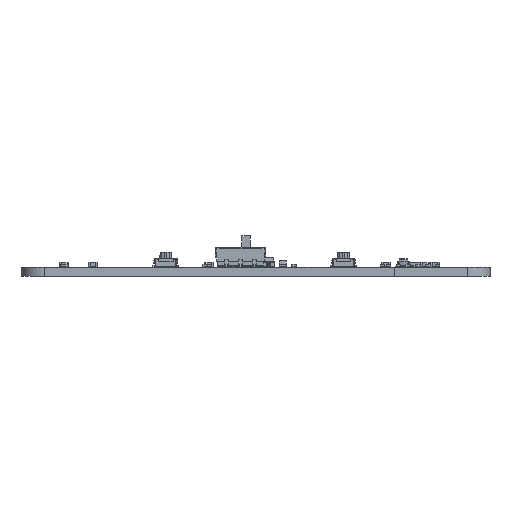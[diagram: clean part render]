
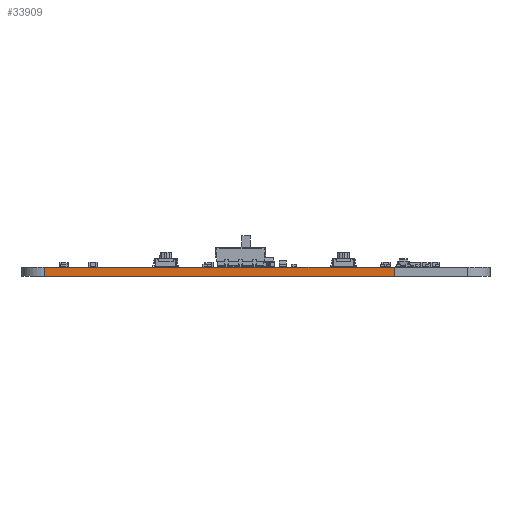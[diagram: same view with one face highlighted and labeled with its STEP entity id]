
A CAD part, front view. The second image highlights one B-rep face of the part: STEP entity #33909.
In plain terms, the highlighted planar face has unit normal (0, -1, 0).
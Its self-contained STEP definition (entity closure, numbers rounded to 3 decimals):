
#31124 = VERTEX_POINT('',#31125);
#31125 = CARTESIAN_POINT('',(106.25,-148.25,0.));
#31132 = EDGE_CURVE('',#31133,#31124,#31135,.T.);
#31133 = VERTEX_POINT('',#31134);
#31134 = CARTESIAN_POINT('',(168.25,-148.25,0.));
#31135 = LINE('',#31136,#31137);
#31136 = CARTESIAN_POINT('',(168.25,-148.25,0.));
#31137 = VECTOR('',#31138,1.);
#31138 = DIRECTION('',(-1.,0.,0.));
#32490 = VERTEX_POINT('',#32491);
#32491 = CARTESIAN_POINT('',(106.25,-148.25,1.6));
#32498 = EDGE_CURVE('',#32499,#32490,#32501,.T.);
#32499 = VERTEX_POINT('',#32500);
#32500 = CARTESIAN_POINT('',(168.25,-148.25,1.6));
#32501 = LINE('',#32502,#32503);
#32502 = CARTESIAN_POINT('',(168.25,-148.25,1.6));
#32503 = VECTOR('',#32504,1.);
#32504 = DIRECTION('',(-1.,0.,0.));
#33881 = EDGE_CURVE('',#31133,#32499,#33882,.T.);
#33882 = LINE('',#33883,#33884);
#33883 = CARTESIAN_POINT('',(168.25,-148.25,0.));
#33884 = VECTOR('',#33885,1.);
#33885 = DIRECTION('',(0.,0.,1.));
#33909 = ADVANCED_FACE('',(#33910),#33921,.T.);
#33910 = FACE_BOUND('',#33911,.T.);
#33911 = EDGE_LOOP('',(#33912,#33913,#33914,#33920));
#33912 = ORIENTED_EDGE('',*,*,#33881,.T.);
#33913 = ORIENTED_EDGE('',*,*,#32498,.T.);
#33914 = ORIENTED_EDGE('',*,*,#33915,.F.);
#33915 = EDGE_CURVE('',#31124,#32490,#33916,.T.);
#33916 = LINE('',#33917,#33918);
#33917 = CARTESIAN_POINT('',(106.25,-148.25,0.));
#33918 = VECTOR('',#33919,1.);
#33919 = DIRECTION('',(0.,0.,1.));
#33920 = ORIENTED_EDGE('',*,*,#31132,.F.);
#33921 = PLANE('',#33922);
#33922 = AXIS2_PLACEMENT_3D('',#33923,#33924,#33925);
#33923 = CARTESIAN_POINT('',(168.25,-148.25,0.));
#33924 = DIRECTION('',(0.,-1.,0.));
#33925 = DIRECTION('',(-1.,0.,0.));
